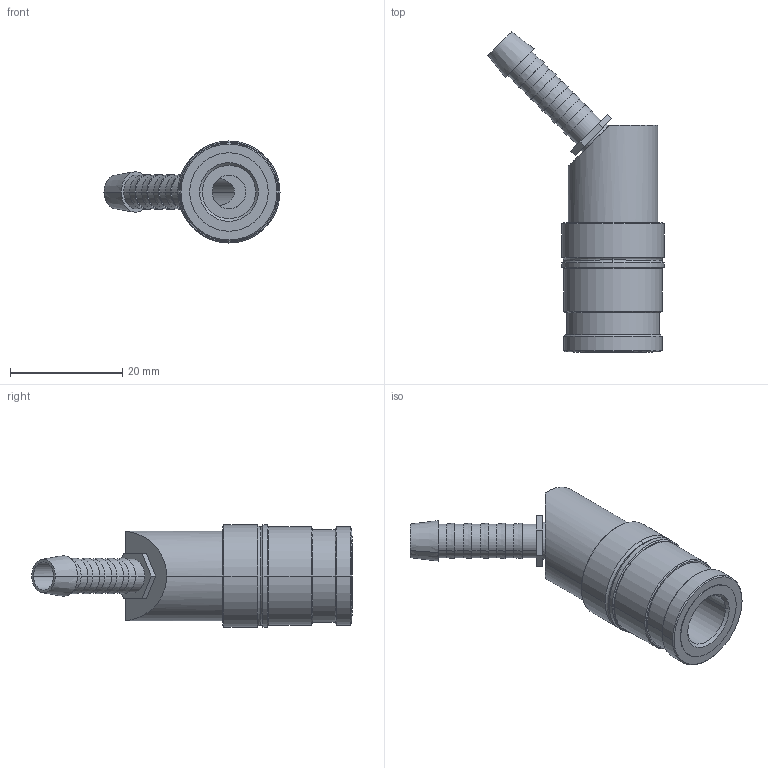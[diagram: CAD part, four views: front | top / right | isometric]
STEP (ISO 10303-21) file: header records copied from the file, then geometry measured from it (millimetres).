
FILE_DESCRIPTION(('STEP AP214'),'1');
FILE_NAME('esdmf_6_tl-45ab.stp','2020-04-22T06:12:44',('TraceParts'),('TraceParts S.A.'),'Spatial InterOp 3D',' ',' ');
FILE_SCHEMA(('automotive_design'));
Length unit declared in the file: millimetre
Products named in the file (1): 1
Bounding box: 31.37 x 57.17 x 18.2 mm (x, y, z)
Volume: 7474.6 mm3; surface area: 4382.7 mm2
Topology: 1 solids, 1 shells, 87 faces, 185 edges, 115 vertices
Faces by surface type: cylinder 34, plane 25, cone 24, torus 4
Entity records: 3167 total; most frequent: CARTESIAN_POINT 478, DIRECTION 465, ORIENTED_EDGE 370, AXIS2_PLACEMENT_3D 194, EDGE_CURVE 185, VERTEX_POINT 115, EDGE_LOOP 104, CIRCLE 102
